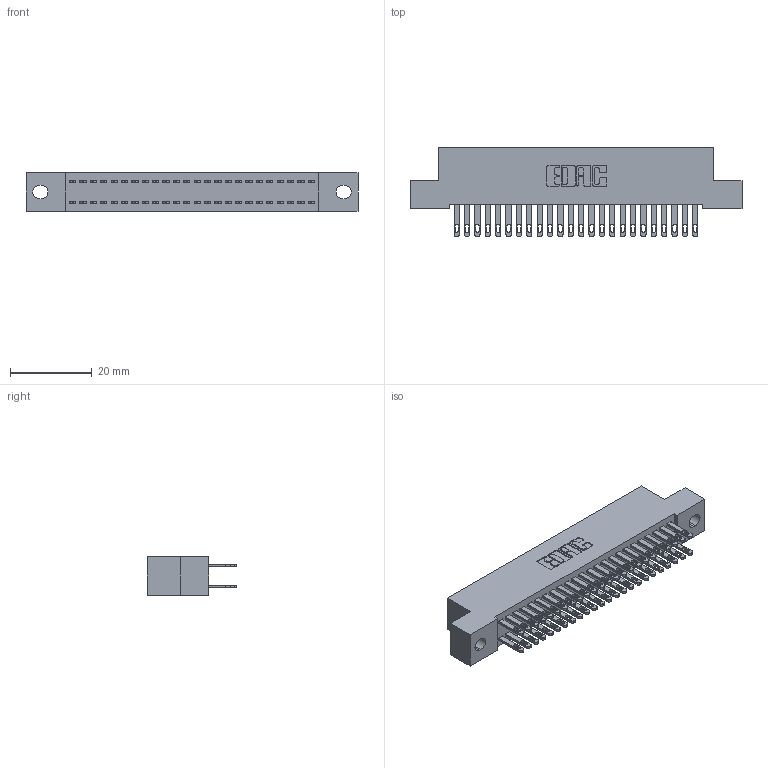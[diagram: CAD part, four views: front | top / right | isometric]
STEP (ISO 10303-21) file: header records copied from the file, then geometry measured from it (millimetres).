
FILE_DESCRIPTION (( 'STEP AP203' ), '1' );
FILE_NAME ('342-048-500-202.STEP', '2019-10-02T21:37:05', ( '' ), ( '' ), 'SwSTEP 2.0', 'SolidWorks 2016', '' );
FILE_SCHEMA (( 'CONFIG_CONTROL_DESIGN' ));
Length unit declared in the file: inch
Products named in the file (3): 342 Part_.128 Slot; 345-292-001_345-293-100; 342-048-500-202
Assembly tree (49 placements, depth 2):
  342-048-500-202
    342 Part_.128 Slot
    345-292-001_345-293-100  x48
Bounding box: 81.28 x 21.85 x 9.4 mm (x, y, z)
Volume: 7312.3 mm3; surface area: 11678.2 mm2
Topology: 49 solids, 49 shells, 2418 faces, 7367 edges, 4910 vertices
Faces by surface type: plane 1510, cylinder 908
Entity records: 17701 total; most frequent: CARTESIAN_POINT 2954, ORIENTED_EDGE 2890, DIRECTION 2557, EDGE_CURVE 1445, LINE 1313, VECTOR 1313, VERTEX_POINT 962, AXIS2_PLACEMENT_3D 622
